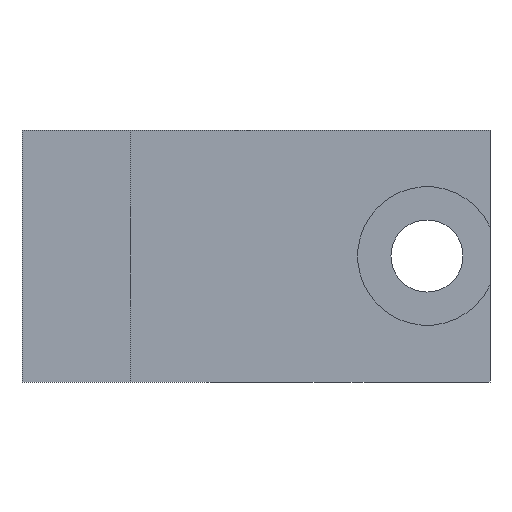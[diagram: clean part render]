
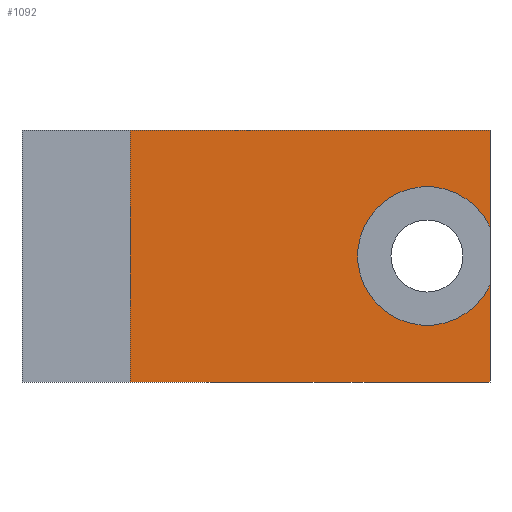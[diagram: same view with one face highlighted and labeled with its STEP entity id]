
A CAD part, front view. The second image highlights one B-rep face of the part: STEP entity #1092.
In plain terms, the highlighted planar face has unit normal (0, -1, 0).
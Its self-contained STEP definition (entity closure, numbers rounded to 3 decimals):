
#72 = PLANE('',#73);
#73 = AXIS2_PLACEMENT_3D('',#74,#75,#76);
#74 = CARTESIAN_POINT('',(9.471,-16.,0.));
#75 = DIRECTION('',(0.,0.,-1.));
#76 = DIRECTION('',(-1.,0.,0.));
#124 = PLANE('',#125);
#125 = AXIS2_PLACEMENT_3D('',#126,#127,#128);
#126 = CARTESIAN_POINT('',(9.471,-16.,14.));
#127 = DIRECTION('',(0.,0.,1.));
#128 = DIRECTION('',(1.,0.,0.));
#357 = VERTEX_POINT('',#358);
#358 = CARTESIAN_POINT('',(6.,-25.,14.));
#372 = PLANE('',#373);
#373 = AXIS2_PLACEMENT_3D('',#374,#375,#376);
#374 = CARTESIAN_POINT('',(6.,-16.,7.));
#375 = DIRECTION('',(-1.,0.,0.));
#376 = DIRECTION('',(0.,0.,-1.));
#384 = EDGE_CURVE('',#357,#385,#387,.T.);
#385 = VERTEX_POINT('',#386);
#386 = CARTESIAN_POINT('',(26.,-25.,14.));
#387 = SURFACE_CURVE('',#388,(#392,#399),.PCURVE_S1.);
#388 = LINE('',#389,#390);
#389 = CARTESIAN_POINT('',(0.,-25.,14.));
#390 = VECTOR('',#391,1.);
#391 = DIRECTION('',(1.,0.,0.));
#392 = PCURVE('',#124,#393);
#393 = DEFINITIONAL_REPRESENTATION('',(#394),#398);
#394 = LINE('',#395,#396);
#395 = CARTESIAN_POINT('',(-9.471,-9.));
#396 = VECTOR('',#397,1.);
#397 = DIRECTION('',(1.,0.));
#398 = ( GEOMETRIC_REPRESENTATION_CONTEXT(2) 
PARAMETRIC_REPRESENTATION_CONTEXT() REPRESENTATION_CONTEXT('2D SPACE',''
  ) );
#399 = PCURVE('',#400,#405);
#400 = PLANE('',#401);
#401 = AXIS2_PLACEMENT_3D('',#402,#403,#404);
#402 = CARTESIAN_POINT('',(0.,-25.,0.));
#403 = DIRECTION('',(0.,-1.,0.));
#404 = DIRECTION('',(0.,0.,1.));
#405 = DEFINITIONAL_REPRESENTATION('',(#406),#410);
#406 = LINE('',#407,#408);
#407 = CARTESIAN_POINT('',(14.,0.));
#408 = VECTOR('',#409,1.);
#409 = DIRECTION('',(0.,-1.));
#410 = ( GEOMETRIC_REPRESENTATION_CONTEXT(2) 
PARAMETRIC_REPRESENTATION_CONTEXT() REPRESENTATION_CONTEXT('2D SPACE',''
  ) );
#428 = PLANE('',#429);
#429 = AXIS2_PLACEMENT_3D('',#430,#431,#432);
#430 = CARTESIAN_POINT('',(26.,-16.,7.));
#431 = DIRECTION('',(-1.,0.,0.));
#432 = DIRECTION('',(0.,0.,-1.));
#597 = EDGE_CURVE('',#598,#600,#602,.T.);
#598 = VERTEX_POINT('',#599);
#599 = CARTESIAN_POINT('',(6.,-25.,0.));
#600 = VERTEX_POINT('',#601);
#601 = CARTESIAN_POINT('',(26.,-25.,0.));
#602 = SURFACE_CURVE('',#603,(#607,#614),.PCURVE_S1.);
#603 = LINE('',#604,#605);
#604 = CARTESIAN_POINT('',(0.,-25.,0.));
#605 = VECTOR('',#606,1.);
#606 = DIRECTION('',(1.,0.,0.));
#607 = PCURVE('',#72,#608);
#608 = DEFINITIONAL_REPRESENTATION('',(#609),#613);
#609 = LINE('',#610,#611);
#610 = CARTESIAN_POINT('',(9.471,-9.));
#611 = VECTOR('',#612,1.);
#612 = DIRECTION('',(-1.,0.));
#613 = ( GEOMETRIC_REPRESENTATION_CONTEXT(2) 
PARAMETRIC_REPRESENTATION_CONTEXT() REPRESENTATION_CONTEXT('2D SPACE',''
  ) );
#614 = PCURVE('',#400,#615);
#615 = DEFINITIONAL_REPRESENTATION('',(#616),#620);
#616 = LINE('',#617,#618);
#617 = CARTESIAN_POINT('',(0.,0.));
#618 = VECTOR('',#619,1.);
#619 = DIRECTION('',(0.,-1.));
#620 = ( GEOMETRIC_REPRESENTATION_CONTEXT(2) 
PARAMETRIC_REPRESENTATION_CONTEXT() REPRESENTATION_CONTEXT('2D SPACE',''
  ) );
#975 = EDGE_CURVE('',#600,#976,#978,.T.);
#976 = VERTEX_POINT('',#977);
#977 = CARTESIAN_POINT('',(26.,-25.,5.396));
#978 = SURFACE_CURVE('',#979,(#983,#990),.PCURVE_S1.);
#979 = LINE('',#980,#981);
#980 = CARTESIAN_POINT('',(26.,-25.,0.));
#981 = VECTOR('',#982,1.);
#982 = DIRECTION('',(0.,0.,1.));
#983 = PCURVE('',#428,#984);
#984 = DEFINITIONAL_REPRESENTATION('',(#985),#989);
#985 = LINE('',#986,#987);
#986 = CARTESIAN_POINT('',(7.,9.));
#987 = VECTOR('',#988,1.);
#988 = DIRECTION('',(-1.,0.));
#989 = ( GEOMETRIC_REPRESENTATION_CONTEXT(2) 
PARAMETRIC_REPRESENTATION_CONTEXT() REPRESENTATION_CONTEXT('2D SPACE',''
  ) );
#990 = PCURVE('',#400,#991);
#991 = DEFINITIONAL_REPRESENTATION('',(#992),#996);
#992 = LINE('',#993,#994);
#993 = CARTESIAN_POINT('',(0.,-26.));
#994 = VECTOR('',#995,1.);
#995 = DIRECTION('',(1.,0.));
#996 = ( GEOMETRIC_REPRESENTATION_CONTEXT(2) 
PARAMETRIC_REPRESENTATION_CONTEXT() REPRESENTATION_CONTEXT('2D SPACE',''
  ) );
#1013 = CYLINDRICAL_SURFACE('',#1014,3.85);
#1014 = AXIS2_PLACEMENT_3D('',#1015,#1016,#1017);
#1015 = CARTESIAN_POINT('',(22.5,-26.,7.));
#1016 = DIRECTION('',(0.,-1.,0.));
#1017 = DIRECTION('',(1.,0.,0.));
#1051 = VERTEX_POINT('',#1052);
#1052 = CARTESIAN_POINT('',(26.,-25.,8.604));
#1071 = EDGE_CURVE('',#1051,#385,#1072,.T.);
#1072 = SURFACE_CURVE('',#1073,(#1077,#1084),.PCURVE_S1.);
#1073 = LINE('',#1074,#1075);
#1074 = CARTESIAN_POINT('',(26.,-25.,0.));
#1075 = VECTOR('',#1076,1.);
#1076 = DIRECTION('',(0.,0.,1.));
#1077 = PCURVE('',#428,#1078);
#1078 = DEFINITIONAL_REPRESENTATION('',(#1079),#1083);
#1079 = LINE('',#1080,#1081);
#1080 = CARTESIAN_POINT('',(7.,9.));
#1081 = VECTOR('',#1082,1.);
#1082 = DIRECTION('',(-1.,0.));
#1083 = ( GEOMETRIC_REPRESENTATION_CONTEXT(2) 
PARAMETRIC_REPRESENTATION_CONTEXT() REPRESENTATION_CONTEXT('2D SPACE',''
  ) );
#1084 = PCURVE('',#400,#1085);
#1085 = DEFINITIONAL_REPRESENTATION('',(#1086),#1090);
#1086 = LINE('',#1087,#1088);
#1087 = CARTESIAN_POINT('',(0.,-26.));
#1088 = VECTOR('',#1089,1.);
#1089 = DIRECTION('',(1.,0.));
#1090 = ( GEOMETRIC_REPRESENTATION_CONTEXT(2) 
PARAMETRIC_REPRESENTATION_CONTEXT() REPRESENTATION_CONTEXT('2D SPACE',''
  ) );
#1092 = ADVANCED_FACE('',(#1093),#400,.T.);
#1093 = FACE_BOUND('',#1094,.T.);
#1094 = EDGE_LOOP('',(#1095,#1096,#1115,#1116,#1117,#1139));
#1095 = ORIENTED_EDGE('',*,*,#384,.F.);
#1096 = ORIENTED_EDGE('',*,*,#1097,.T.);
#1097 = EDGE_CURVE('',#357,#598,#1098,.T.);
#1098 = SURFACE_CURVE('',#1099,(#1103,#1109),.PCURVE_S1.);
#1099 = LINE('',#1100,#1101);
#1100 = CARTESIAN_POINT('',(6.,-25.,3.5));
#1101 = VECTOR('',#1102,1.);
#1102 = DIRECTION('',(0.,0.,-1.));
#1103 = PCURVE('',#400,#1104);
#1104 = DEFINITIONAL_REPRESENTATION('',(#1105),#1108);
#1105 = B_SPLINE_CURVE_WITH_KNOTS('',1,(#1106,#1107),.UNSPECIFIED.,.F.,
  .F.,(2,2),(-11.9,4.9),.PIECEWISE_BEZIER_KNOTS.);
#1106 = CARTESIAN_POINT('',(15.4,-6.));
#1107 = CARTESIAN_POINT('',(-1.4,-6.));
#1108 = ( GEOMETRIC_REPRESENTATION_CONTEXT(2) 
PARAMETRIC_REPRESENTATION_CONTEXT() REPRESENTATION_CONTEXT('2D SPACE',''
  ) );
#1109 = PCURVE('',#372,#1110);
#1110 = DEFINITIONAL_REPRESENTATION('',(#1111),#1114);
#1111 = B_SPLINE_CURVE_WITH_KNOTS('',1,(#1112,#1113),.UNSPECIFIED.,.F.,
  .F.,(2,2),(-11.9,4.9),.PIECEWISE_BEZIER_KNOTS.);
#1112 = CARTESIAN_POINT('',(-8.4,9.));
#1113 = CARTESIAN_POINT('',(8.4,9.));
#1114 = ( GEOMETRIC_REPRESENTATION_CONTEXT(2) 
PARAMETRIC_REPRESENTATION_CONTEXT() REPRESENTATION_CONTEXT('2D SPACE',''
  ) );
#1115 = ORIENTED_EDGE('',*,*,#597,.T.);
#1116 = ORIENTED_EDGE('',*,*,#975,.T.);
#1117 = ORIENTED_EDGE('',*,*,#1118,.F.);
#1118 = EDGE_CURVE('',#1051,#976,#1119,.T.);
#1119 = SURFACE_CURVE('',#1120,(#1125,#1132),.PCURVE_S1.);
#1120 = CIRCLE('',#1121,3.85);
#1121 = AXIS2_PLACEMENT_3D('',#1122,#1123,#1124);
#1122 = CARTESIAN_POINT('',(22.5,-25.,7.));
#1123 = DIRECTION('',(0.,-1.,0.));
#1124 = DIRECTION('',(1.,0.,0.));
#1125 = PCURVE('',#400,#1126);
#1126 = DEFINITIONAL_REPRESENTATION('',(#1127),#1131);
#1127 = CIRCLE('',#1128,3.85);
#1128 = AXIS2_PLACEMENT_2D('',#1129,#1130);
#1129 = CARTESIAN_POINT('',(7.,-22.5));
#1130 = DIRECTION('',(0.,-1.));
#1131 = ( GEOMETRIC_REPRESENTATION_CONTEXT(2) 
PARAMETRIC_REPRESENTATION_CONTEXT() REPRESENTATION_CONTEXT('2D SPACE',''
  ) );
#1132 = PCURVE('',#1013,#1133);
#1133 = DEFINITIONAL_REPRESENTATION('',(#1134),#1138);
#1134 = LINE('',#1135,#1136);
#1135 = CARTESIAN_POINT('',(-6.283,-1.));
#1136 = VECTOR('',#1137,1.);
#1137 = DIRECTION('',(1.,0.));
#1138 = ( GEOMETRIC_REPRESENTATION_CONTEXT(2) 
PARAMETRIC_REPRESENTATION_CONTEXT() REPRESENTATION_CONTEXT('2D SPACE',''
  ) );
#1139 = ORIENTED_EDGE('',*,*,#1071,.T.);
